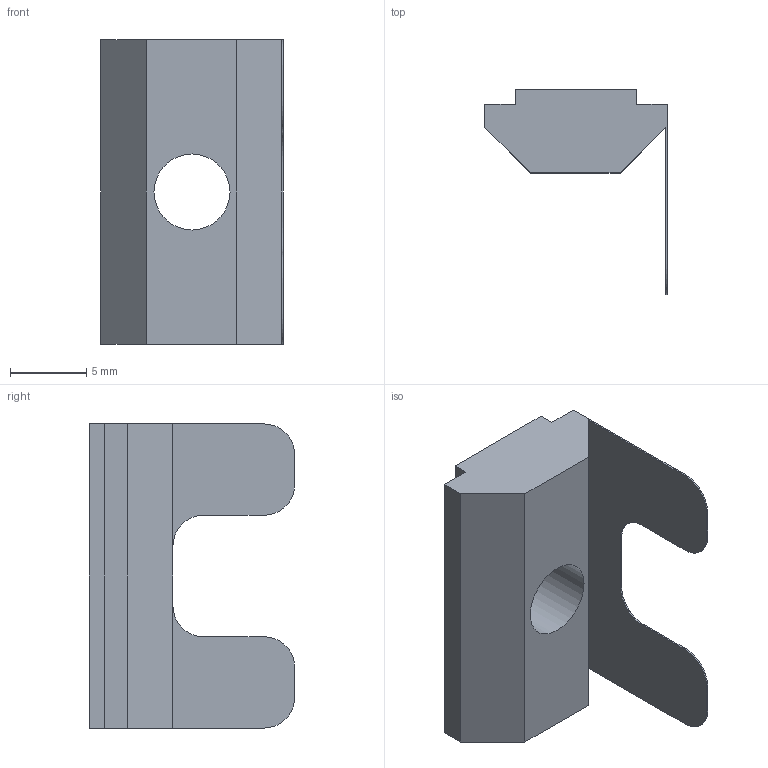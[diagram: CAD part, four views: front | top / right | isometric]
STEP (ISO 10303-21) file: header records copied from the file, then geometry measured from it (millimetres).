
FILE_DESCRIPTION(/* description */ ('Inserto filettato cava 8 con molla e centraggio M6'),/* implementation_level */ '2;1');
FILE_NAME(/* name */ 'N31-08-M6.stp',/* time_stamp */ '2019-06-05T19:09:11+02:00',/* author */ ('daniele.berto'),/* organization */ ('Microsoft'),/* preprocessor_version */ 'ST-DEVELOPER v17.2',/* originating_system */ 'Autodesk Inventor 2019',/* authorisation */ '');
FILE_SCHEMA (('AUTOMOTIVE_DESIGN { 1 0 10303 214 3 1 1 }'));
Length unit declared in the file: millimetre
Products named in the file (1): N31-08-M6
Bounding box: 12 x 13.5 x 20 mm (x, y, z)
Volume: 961.4 mm3; surface area: 1094.1 mm2
Topology: 1 solids, 1 shells, 25 faces, 71 edges, 48 vertices
Faces by surface type: plane 18, cylinder 7
Full cylindrical faces by diameter (mm): 5 x1
Entity records: 862 total; most frequent: CARTESIAN_POINT 145, ORIENTED_EDGE 142, DIRECTION 139, EDGE_CURVE 71, LINE 55, VECTOR 55, VERTEX_POINT 48, AXIS2_PLACEMENT_3D 42
